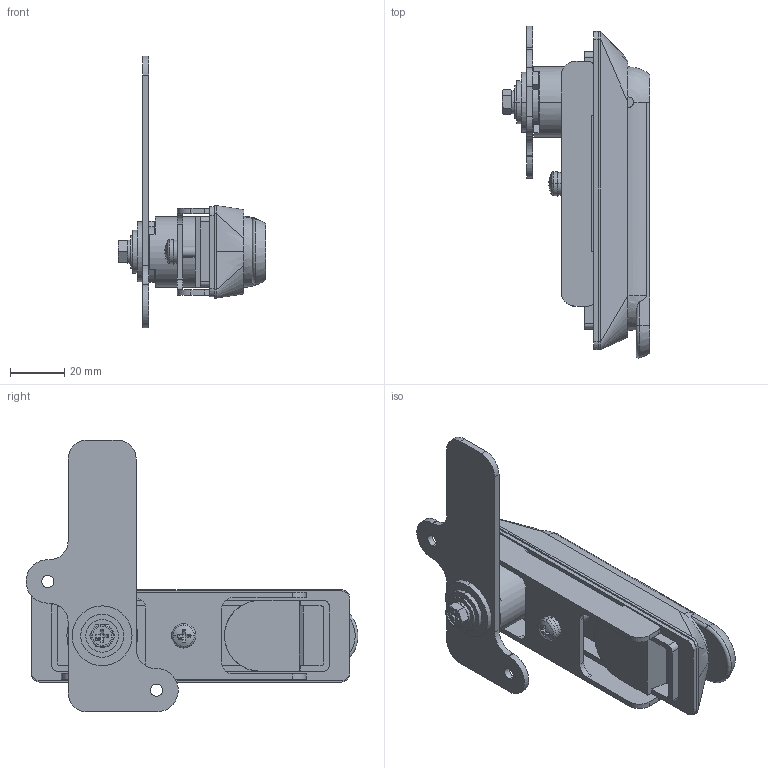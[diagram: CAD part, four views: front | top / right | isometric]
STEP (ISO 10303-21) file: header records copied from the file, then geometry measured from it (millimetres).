
FILE_DESCRIPTION (( 'STEP AP203' ), '1' );
FILE_NAME ('A-484-B-4-TAK60.STEP', '2022-01-28T04:59:56', ( '' ), ( '' ), 'SwSTEP 2.0', 'SolidWorks 2021', '' );
FILE_SCHEMA (( 'CONFIG_CONTROL_DESIGN' ));
Length unit declared in the file: millimetre
Products named in the file (14): A-484-B-4回転軸; copy_cross-recessed head machine screw_ver1.05_M5x15十字穴付なべ小ねじ(鉄)SWシングルセムス(P2)★; ダミーローター__#TAK60-3_★; A-484-B-4-TAK60; A-484-B-4儘乕儗僢僩僺儞; A-484-B-4本体; A-484-B-4ハンドル; A-484-B-4僗僩僢僷乕; A-484-B-4僗儁乕僒乕; A-484-B-4平座金; A-484-B-4取付板; AC-25-E-2; copy_hex head bolt_ver1.06_M5x10十字穴付六角ボルト(鉄)ダブルセムス(P3)★; A-484-B-4パッキン
Assembly tree (13 placements, depth 2):
  A-484-B-4-TAK60
    A-484-B-4本体
    A-484-B-4ハンドル
    A-484-B-4回転軸
    A-484-B-4パッキン
    A-484-B-4僗僩僢僷乕
    AC-25-E-2
    A-484-B-4平座金
    A-484-B-4取付板
    A-484-B-4僗儁乕僒乕
    A-484-B-4儘乕儗僢僩僺儞
    ダミーローター__#TAK60-3_★
    copy_hex head bolt_ver1.06_M5x10十字穴付六角ボルト(鉄)ダブルセムス(P3)★
    copy_cross-recessed head machine screw_ver1.05_M5x15十字穴付なべ小ねじ(鉄)SWシングルセムス(P2)★
Bounding box: 54.2 x 122.08 x 100 mm (x, y, z)
Volume: 72162.1 mm3; surface area: 53619.7 mm2
Topology: 13 solids, 13 shells, 493 faces, 1275 edges, 829 vertices
Faces by surface type: plane 248, cylinder 155, bspline 45, cone 22, torus 13, sphere 10
Entity records: 17891 total; most frequent: CARTESIAN_POINT 4460, ORIENTED_EDGE 2536, DIRECTION 2438, EDGE_CURVE 1268, AXIS2_PLACEMENT_3D 873, VERTEX_POINT 825, LINE 692, VECTOR 692
